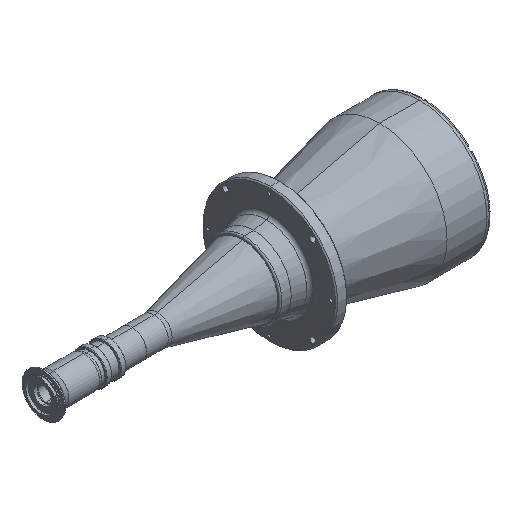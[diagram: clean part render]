
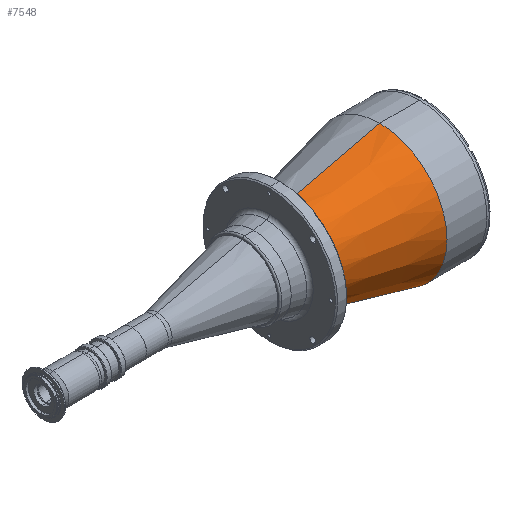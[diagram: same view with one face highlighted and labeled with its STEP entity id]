
A CAD part, isometric view. The second image highlights one B-rep face of the part: STEP entity #7548.
In plain terms, the highlighted conical face has half-angle 13.358 degrees and reference radius 50 mm.
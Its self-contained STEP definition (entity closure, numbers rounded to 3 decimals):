
#294 = ORIENTED_EDGE ( 'NONE', *, *, #8672, .T. ) ;
#1510 = EDGE_CURVE ( 'NONE', #1832, #9685, #2967, .T. ) ;
#1526 = LINE ( 'NONE', #4052, #5342 ) ;
#1759 = DIRECTION ( 'NONE',  ( 0.973, 0., 0.231 ) ) ;
#1832 = VERTEX_POINT ( 'NONE', #5412 ) ;
#1911 = EDGE_LOOP ( 'NONE', ( #4660, #6695, #294, #2324 ) ) ;
#1938 = VERTEX_POINT ( 'NONE', #7791 ) ;
#2324 = ORIENTED_EDGE ( 'NONE', *, *, #1510, .T. ) ;
#2518 = CARTESIAN_POINT ( 'NONE',  ( 222.184, 0., 50. ) ) ;
#2542 = CIRCLE ( 'NONE', #5367, 59.952 ) ;
#2546 = CARTESIAN_POINT ( 'NONE',  ( 390.63, 0., 0. ) ) ;
#2748 = LINE ( 'NONE', #2518, #8576 ) ;
#2967 = CIRCLE ( 'NONE', #3416, 90. ) ;
#3317 = DIRECTION ( 'NONE',  ( 0., 0., 1. ) ) ;
#3416 = AXIS2_PLACEMENT_3D ( 'NONE', #2546, #7866, #3317 ) ;
#3650 = DIRECTION ( 'NONE',  ( -1., 0., 0. ) ) ;
#3782 = AXIS2_PLACEMENT_3D ( 'NONE', #8089, #6528, #7370 ) ;
#4052 = CARTESIAN_POINT ( 'NONE',  ( 222.184, 0., -50. ) ) ;
#4075 = VERTEX_POINT ( 'NONE', #7064 ) ;
#4660 = ORIENTED_EDGE ( 'NONE', *, *, #9180, .F. ) ;
#5342 = VECTOR ( 'NONE', #8615, 1000. ) ;
#5367 = AXIS2_PLACEMENT_3D ( 'NONE', #8199, #3650, #8968 ) ;
#5412 = CARTESIAN_POINT ( 'NONE',  ( 390.63, 0., -90. ) ) ;
#6528 = DIRECTION ( 'NONE',  ( 1., 0., 0. ) ) ;
#6695 = ORIENTED_EDGE ( 'NONE', *, *, #7144, .F. ) ;
#6895 = CARTESIAN_POINT ( 'NONE',  ( 390.63, 0., 90. ) ) ;
#7064 = CARTESIAN_POINT ( 'NONE',  ( 264.094, 0., -59.952 ) ) ;
#7144 = EDGE_CURVE ( 'NONE', #4075, #1938, #2542, .T. ) ;
#7370 = DIRECTION ( 'NONE',  ( 0., 0., -1. ) ) ;
#7548 = ADVANCED_FACE ( 'NONE', ( #8842 ), #7648, .T. ) ;
#7648 = CONICAL_SURFACE ( 'NONE', #3782, 50., 0.233 ) ;
#7791 = CARTESIAN_POINT ( 'NONE',  ( 264.094, 0., 59.952 ) ) ;
#7866 = DIRECTION ( 'NONE',  ( -1., 0., 0. ) ) ;
#8089 = CARTESIAN_POINT ( 'NONE',  ( 222.184, 0., 0. ) ) ;
#8199 = CARTESIAN_POINT ( 'NONE',  ( 264.094, 0., 0. ) ) ;
#8576 = VECTOR ( 'NONE', #1759, 1000. ) ;
#8615 = DIRECTION ( 'NONE',  ( 0.973, 0., -0.231 ) ) ;
#8672 = EDGE_CURVE ( 'NONE', #4075, #1832, #1526, .T. ) ;
#8842 = FACE_OUTER_BOUND ( 'NONE', #1911, .T. ) ;
#8968 = DIRECTION ( 'NONE',  ( 0., 0., 1. ) ) ;
#9180 = EDGE_CURVE ( 'NONE', #1938, #9685, #2748, .T. ) ;
#9685 = VERTEX_POINT ( 'NONE', #6895 ) ;
